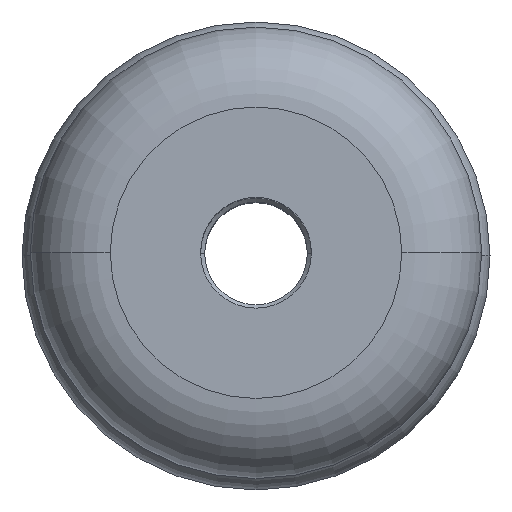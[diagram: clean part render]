
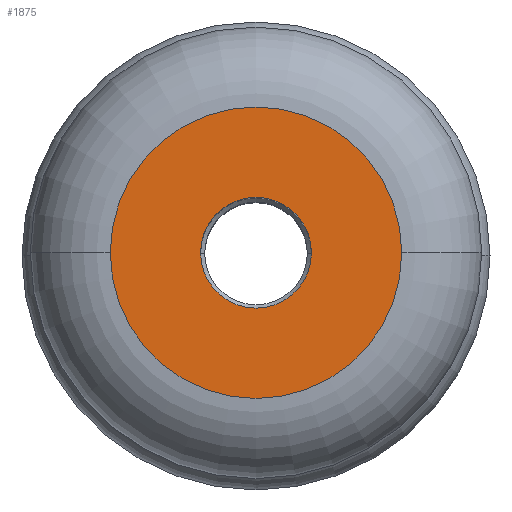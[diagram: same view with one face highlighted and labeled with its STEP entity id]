
A CAD part, top view. The second image highlights one B-rep face of the part: STEP entity #1875.
In plain terms, the highlighted planar face has unit normal (0, 0, 1).
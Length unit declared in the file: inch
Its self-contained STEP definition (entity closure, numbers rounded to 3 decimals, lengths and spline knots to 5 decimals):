
#194 = CARTESIAN_POINT ( 'NONE',  ( 0., 0., 4.64 ) ) ;
#294 = VERTEX_POINT ( 'NONE', #311 ) ;
#305 = CARTESIAN_POINT ( 'NONE',  ( -0.355, 0., 4.64 ) ) ;
#306 = DIRECTION ( 'NONE',  ( -1., 0., 0. ) ) ;
#311 = CARTESIAN_POINT ( 'NONE',  ( -0.135, 0., 4.64 ) ) ;
#345 = CARTESIAN_POINT ( 'NONE',  ( 0.355, 0., 4.64 ) ) ;
#412 = VERTEX_POINT ( 'NONE', #1692 ) ;
#414 = DIRECTION ( 'NONE',  ( 0., 0., -1. ) ) ;
#416 = VERTEX_POINT ( 'NONE', #345 ) ;
#459 = AXIS2_PLACEMENT_3D ( 'NONE', #1218, #1777, #472 ) ;
#472 = DIRECTION ( 'NONE',  ( -1., 0., 0. ) ) ;
#493 = AXIS2_PLACEMENT_3D ( 'NONE', #1742, #414, #1037 ) ;
#500 = EDGE_CURVE ( 'NONE', #412, #294, #906, .T. ) ;
#506 = CARTESIAN_POINT ( 'NONE',  ( -0.355, 0., 4.64 ) ) ;
#519 = AXIS2_PLACEMENT_3D ( 'NONE', #1075, #1654, #306 ) ;
#613 = EDGE_LOOP ( 'NONE', ( #980, #985 ) ) ;
#671 = FACE_BOUND ( 'NONE', #1024, .T. ) ;
#712 = VERTEX_POINT ( 'NONE', #305 ) ;
#728 = CIRCLE ( 'NONE', #459, 0.135 ) ;
#786 = CIRCLE ( 'NONE', #519, 0.355 ) ;
#818 = DIRECTION ( 'NONE',  ( 0., 0., -1. ) ) ;
#896 = EDGE_CURVE ( 'NONE', #712, #416, #786, .T. ) ;
#906 = CIRCLE ( 'NONE', #1732, 0.135 ) ;
#967 = ORIENTED_EDGE ( 'NONE', *, *, #1258, .T. ) ;
#977 = ORIENTED_EDGE ( 'NONE', *, *, #500, .T. ) ;
#980 = ORIENTED_EDGE ( 'NONE', *, *, #896, .F. ) ;
#985 = ORIENTED_EDGE ( 'NONE', *, *, #1484, .F. ) ;
#1024 = EDGE_LOOP ( 'NONE', ( #967, #977 ) ) ;
#1037 = DIRECTION ( 'NONE',  ( -1., 0., 0. ) ) ;
#1075 = CARTESIAN_POINT ( 'NONE',  ( 0., 0., 4.64 ) ) ;
#1122 = DIRECTION ( 'NONE',  ( 0., 0., 1. ) ) ;
#1218 = CARTESIAN_POINT ( 'NONE',  ( 0., 0., 4.64 ) ) ;
#1252 = FACE_OUTER_BOUND ( 'NONE', #613, .T. ) ;
#1258 = EDGE_CURVE ( 'NONE', #294, #412, #728, .T. ) ;
#1373 = DIRECTION ( 'NONE',  ( -1., 0., 0. ) ) ;
#1404 = AXIS2_PLACEMENT_3D ( 'NONE', #506, #1122, #1693 ) ;
#1484 = EDGE_CURVE ( 'NONE', #416, #712, #1583, .T. ) ;
#1583 = CIRCLE ( 'NONE', #493, 0.355 ) ;
#1654 = DIRECTION ( 'NONE',  ( 0., 0., -1. ) ) ;
#1692 = CARTESIAN_POINT ( 'NONE',  ( 0.135, 0., 4.64 ) ) ;
#1693 = DIRECTION ( 'NONE',  ( 1., 0., 0. ) ) ;
#1732 = AXIS2_PLACEMENT_3D ( 'NONE', #194, #818, #1373 ) ;
#1742 = CARTESIAN_POINT ( 'NONE',  ( 0., 0., 4.64 ) ) ;
#1777 = DIRECTION ( 'NONE',  ( 0., 0., -1. ) ) ;
#1804 = PLANE ( 'NONE',  #1404 ) ;
#1875 = ADVANCED_FACE ( 'NONE', ( #671, #1252 ), #1804, .T. ) ;
